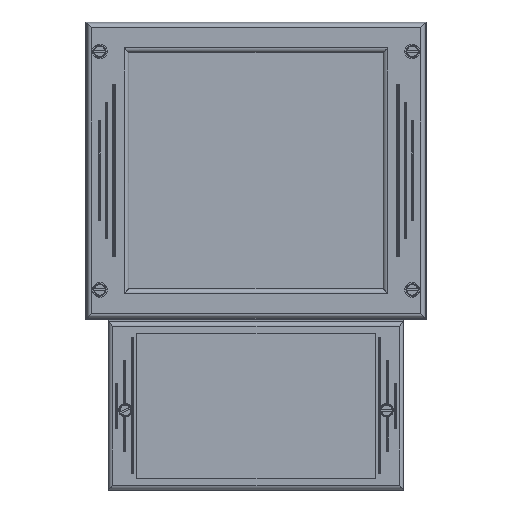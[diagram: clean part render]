
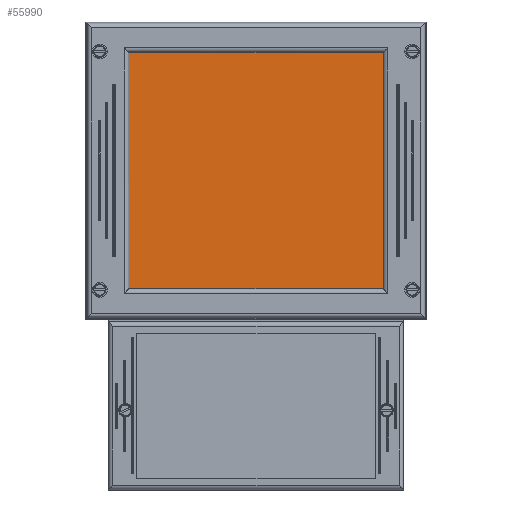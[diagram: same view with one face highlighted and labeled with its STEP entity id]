
A CAD part, top view. The second image highlights one B-rep face of the part: STEP entity #55990.
In plain terms, the highlighted face is planar.
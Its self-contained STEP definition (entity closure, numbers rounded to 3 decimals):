
#55870=CARTESIAN_POINT('',(0.,114.0,0.0));
#55871=VERTEX_POINT('',#55870);
#55878=CARTESIAN_POINT('',(0.,0.,0.0));
#55879=VERTEX_POINT('',#55878);
#55880=CARTESIAN_POINT('',(0.,114.0,0.0));
#55881=DIRECTION('',(0.0,-1.0,0.0));
#55882=VECTOR('',#55881,114.0);
#55883=LINE('',#55880,#55882);
#55884=EDGE_CURVE('',#55871,#55879,#55883,.T.);
#55908=CARTESIAN_POINT('',(119.6,114.,0.0));
#55909=VERTEX_POINT('',#55908);
#55916=CARTESIAN_POINT('',(119.6,114.,0.0));
#55917=DIRECTION('',(-1.0,0.0,0.0));
#55918=VECTOR('',#55917,119.6);
#55919=LINE('',#55916,#55918);
#55920=EDGE_CURVE('',#55909,#55871,#55919,.T.);
#55939=CARTESIAN_POINT('',(119.6,0.,0.0));
#55940=VERTEX_POINT('',#55939);
#55947=CARTESIAN_POINT('',(119.6,0.,0.0));
#55948=DIRECTION('',(0.0,1.0,0.0));
#55949=VECTOR('',#55948,114.);
#55950=LINE('',#55947,#55949);
#55951=EDGE_CURVE('',#55940,#55909,#55950,.T.);
#55969=CARTESIAN_POINT('',(0.,0.,0.0));
#55970=DIRECTION('',(1.0,0.0,0.0));
#55971=VECTOR('',#55970,119.6);
#55972=LINE('',#55969,#55971);
#55973=EDGE_CURVE('',#55879,#55940,#55972,.T.);
#55979=CARTESIAN_POINT('',(59.8,57.,0.0));
#55980=DIRECTION('',(0.0,0.0,1.0));
#55981=DIRECTION('',(1.0,0.0,0.0));
#55982=AXIS2_PLACEMENT_3D('',#55979,#55980,#55981);
#55983=PLANE('',#55982);
#55984=ORIENTED_EDGE('',*,*,#55973,.F.);
#55985=ORIENTED_EDGE('',*,*,#55884,.F.);
#55986=ORIENTED_EDGE('',*,*,#55920,.F.);
#55987=ORIENTED_EDGE('',*,*,#55951,.F.);
#55988=EDGE_LOOP('',(#55984,#55985,#55986,#55987));
#55989=FACE_OUTER_BOUND('',#55988,.T.);
#55990=ADVANCED_FACE('',(#55989),#55983,.F.);
